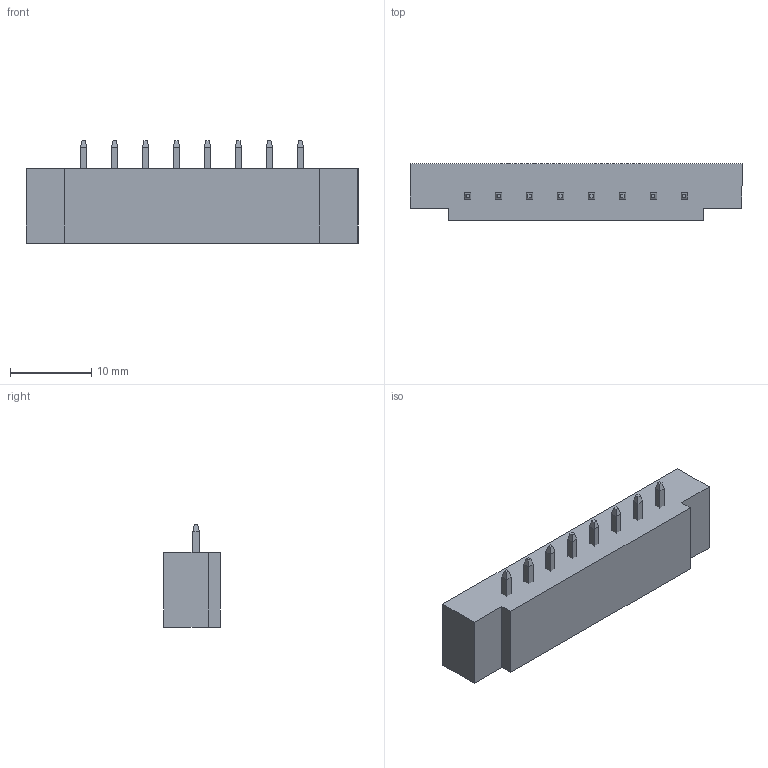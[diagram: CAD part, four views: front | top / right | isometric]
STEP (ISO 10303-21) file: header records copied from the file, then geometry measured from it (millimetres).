
FILE_DESCRIPTION (( 'STEP AP203' ), '1' );
FILE_NAME ('÷åòâåðòûé ñáîðêà à.STEP', '2021-02-18T13:14:56', ( 'new' ), ( '' ), 'SwSTEP 2.0', 'SolidWorks 2014', '' );
FILE_SCHEMA (( 'CONFIG_CONTROL_DESIGN' ));
Length unit declared in the file: millimetre
Products named in the file (3): ÷åòâåðòûé äåòàëü 2; ÷åòâåðòûé äåòàëü 1à; ÷åòâåðòûé ñáîðêà à
Assembly tree (9 placements, depth 2):
  ÷åòâåðòûé ñáîðêà à
    ÷åòâåðòûé äåòàëü 1à
    ÷åòâåðòûé äåòàëü 2  x8
Bounding box: 40.87 x 7 x 12.6 mm (x, y, z)
Volume: 2541.9 mm3; surface area: 1646.9 mm2
Topology: 9 solids, 9 shells, 122 faces, 248 edges, 144 vertices
Faces by surface type: plane 122
Entity records: 1161 total; most frequent: DIRECTION 124, CARTESIAN_POINT 120, ORIENTED_EDGE 104, VECTOR 52, EDGE_CURVE 52, LINE 52, AXIS2_PLACEMENT_3D 36, COORDINATED_UNIVERSAL_TIME_OFFSET 33
